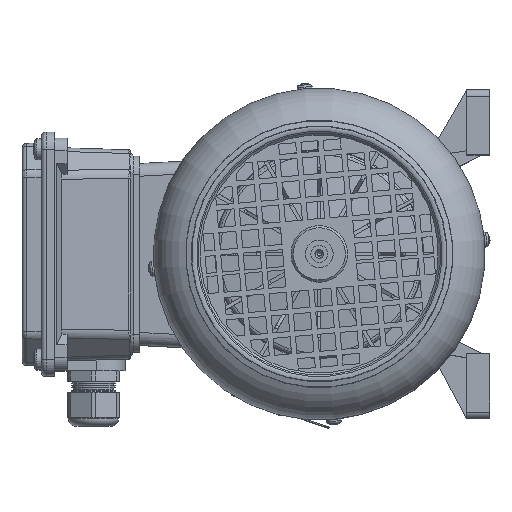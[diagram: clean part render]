
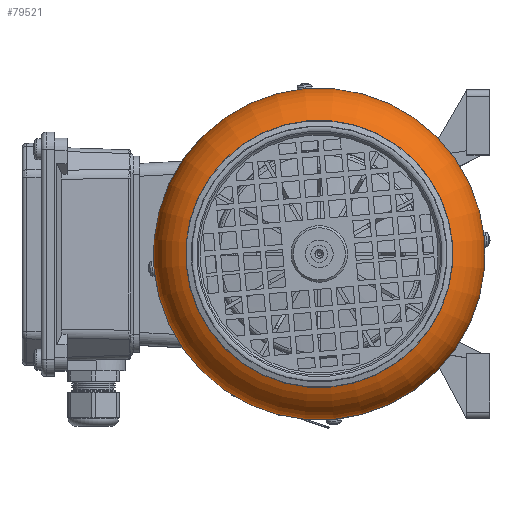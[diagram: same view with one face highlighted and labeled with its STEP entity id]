
A CAD part, top view. The second image highlights one B-rep face of the part: STEP entity #79521.
In plain terms, the highlighted toroidal (fillet/blend) face has major radius 53.447 mm and minor radius 24.253 mm.
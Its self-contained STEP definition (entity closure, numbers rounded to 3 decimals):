
#79487=CARTESIAN_POINT('',(-80.,62.5,0.0));
#79488=VERTEX_POINT('',#79487);
#79489=CARTESIAN_POINT('',(-80.,0.,0.0));
#79490=DIRECTION('',(1.0,0.0,0.0));
#79491=DIRECTION('',(0.0,1.0,0.0));
#79492=AXIS2_PLACEMENT_3D('',#79489,#79490,#79491);
#79493=CIRCLE('',#79492,62.5);
#79494=EDGE_CURVE('',#79488,#79488,#79493,.T.);
#79502=CARTESIAN_POINT('',(-57.5,0.,0.0));
#79503=DIRECTION('',(1.0,0.0,0.0));
#79504=DIRECTION('',(0.0,0.0,-1.0));
#79505=AXIS2_PLACEMENT_3D('',#79502,#79503,#79504);
#79506=TOROIDAL_SURFACE('',#79505,53.447,24.253);
#79507=CARTESIAN_POINT('',(-57.5,77.7,0.0));
#79508=VERTEX_POINT('',#79507);
#79509=CARTESIAN_POINT('',(-57.5,0.,0.0));
#79510=DIRECTION('',(1.0,0.0,0.0));
#79511=DIRECTION('',(0.0,1.0,0.0));
#79512=AXIS2_PLACEMENT_3D('',#79509,#79510,#79511);
#79513=CIRCLE('',#79512,77.7);
#79514=EDGE_CURVE('',#79508,#79508,#79513,.T.);
#79515=ORIENTED_EDGE('',*,*,#79514,.F.);
#79516=EDGE_LOOP('',(#79515));
#79517=FACE_OUTER_BOUND('',#79516,.T.);
#79518=ORIENTED_EDGE('',*,*,#79494,.T.);
#79519=EDGE_LOOP('',(#79518));
#79520=FACE_BOUND('',#79519,.T.);
#79521=ADVANCED_FACE('',(#79517,#79520),#79506,.T.);
